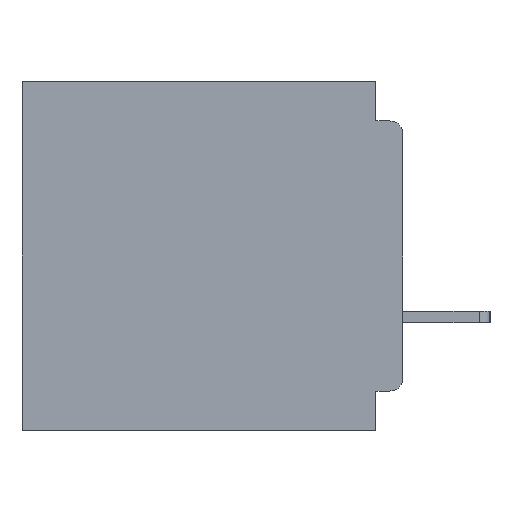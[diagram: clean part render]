
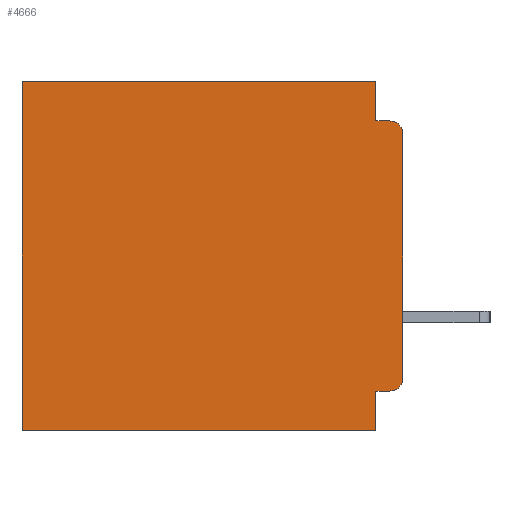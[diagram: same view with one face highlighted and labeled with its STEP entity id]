
A CAD part, left-side view. The second image highlights one B-rep face of the part: STEP entity #4666.
In plain terms, the highlighted planar face has unit normal (-1, 0, 0).
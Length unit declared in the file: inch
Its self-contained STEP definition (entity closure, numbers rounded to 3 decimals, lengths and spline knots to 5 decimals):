
#575 = VECTOR ( 'NONE', #67558, 39.37008 ) ;
#1250 = DIRECTION ( 'NONE',  ( 0., 0., -1. ) ) ;
#4666 = ADVANCED_FACE ( 'NONE', ( #7595 ), #13130, .F. ) ;
#4914 = CARTESIAN_POINT ( 'NONE',  ( 0.3, 0.015, -0.355 ) ) ;
#6046 = LINE ( 'NONE', #36600, #32346 ) ;
#6114 = EDGE_CURVE ( 'NONE', #20876, #23144, #39461, .T. ) ;
#6367 = CARTESIAN_POINT ( 'NONE',  ( 0.3, 0.437, -0.4 ) ) ;
#7495 = ORIENTED_EDGE ( 'NONE', *, *, #37561, .T. ) ;
#7595 = FACE_OUTER_BOUND ( 'NONE', #14770, .T. ) ;
#8961 = VERTEX_POINT ( 'NONE', #4914 ) ;
#10637 = VERTEX_POINT ( 'NONE', #56102 ) ;
#11608 = DIRECTION ( 'NONE',  ( 0., 0., -1. ) ) ;
#12475 = CARTESIAN_POINT ( 'NONE',  ( 0.3, 0.031, -0.045 ) ) ;
#12869 = CARTESIAN_POINT ( 'NONE',  ( 0.3, 0.031, -0.355 ) ) ;
#12919 = DIRECTION ( 'NONE',  ( 0., 0., -1. ) ) ;
#12981 = DIRECTION ( 'NONE',  ( 1., 0., 0. ) ) ;
#13130 = PLANE ( 'NONE',  #14321 ) ;
#13598 = CARTESIAN_POINT ( 'NONE',  ( 0.3, 0., -0.4 ) ) ;
#13676 = CARTESIAN_POINT ( 'NONE',  ( 0.3, 0.015, -0.045 ) ) ;
#14321 = AXIS2_PLACEMENT_3D ( 'NONE', #13598, #12981, #12919 ) ;
#14681 = LINE ( 'NONE', #36387, #575 ) ;
#14770 = EDGE_LOOP ( 'NONE', ( #40466, #18222, #19670, #46337, #45198, #7495, #44879, #65120, #36474, #38867 ) ) ;
#15007 = EDGE_CURVE ( 'NONE', #66423, #10637, #17197, .T. ) ;
#15430 = DIRECTION ( 'NONE',  ( 0., -1., 0. ) ) ;
#15509 = CARTESIAN_POINT ( 'NONE',  ( 0.3, 0., 0. ) ) ;
#17197 = LINE ( 'NONE', #66908, #45105 ) ;
#18222 = ORIENTED_EDGE ( 'NONE', *, *, #6114, .T. ) ;
#18299 = AXIS2_PLACEMENT_3D ( 'NONE', #62076, #30757, #67293 ) ;
#18344 = LINE ( 'NONE', #53317, #30672 ) ;
#19118 = LINE ( 'NONE', #46138, #31417 ) ;
#19670 = ORIENTED_EDGE ( 'NONE', *, *, #23854, .F. ) ;
#20876 = VERTEX_POINT ( 'NONE', #62071 ) ;
#21005 = VECTOR ( 'NONE', #60179, 39.37008 ) ;
#21669 = VERTEX_POINT ( 'NONE', #33215 ) ;
#23144 = VERTEX_POINT ( 'NONE', #13676 ) ;
#23854 = EDGE_CURVE ( 'NONE', #52015, #23144, #6046, .T. ) ;
#28222 = AXIS2_PLACEMENT_3D ( 'NONE', #64099, #32794, #1250 ) ;
#28557 = EDGE_CURVE ( 'NONE', #20876, #61919, #18344, .T. ) ;
#30672 = VECTOR ( 'NONE', #11608, 39.37008 ) ;
#30757 = DIRECTION ( 'NONE',  ( -1., 0., 0. ) ) ;
#31092 = DIRECTION ( 'NONE',  ( 0., 1., 0. ) ) ;
#31417 = VECTOR ( 'NONE', #51393, 39.37008 ) ;
#32346 = VECTOR ( 'NONE', #15430, 39.37008 ) ;
#32794 = DIRECTION ( 'NONE',  ( -1., 0., 0. ) ) ;
#33215 = CARTESIAN_POINT ( 'NONE',  ( 0.3, 0.031, 0. ) ) ;
#33731 = LINE ( 'NONE', #40292, #59856 ) ;
#36387 = CARTESIAN_POINT ( 'NONE',  ( 0.3, 0., -0.355 ) ) ;
#36474 = ORIENTED_EDGE ( 'NONE', *, *, #45715, .F. ) ;
#36600 = CARTESIAN_POINT ( 'NONE',  ( 0.3, 0., -0.045 ) ) ;
#37561 = EDGE_CURVE ( 'NONE', #53296, #49812, #33731, .T. ) ;
#38867 = ORIENTED_EDGE ( 'NONE', *, *, #63507, .T. ) ;
#39461 = CIRCLE ( 'NONE', #18299, 0.015 ) ;
#40292 = CARTESIAN_POINT ( 'NONE',  ( 0.3, 0.437, -0.4 ) ) ;
#40466 = ORIENTED_EDGE ( 'NONE', *, *, #28557, .F. ) ;
#44879 = ORIENTED_EDGE ( 'NONE', *, *, #56204, .F. ) ;
#45105 = VECTOR ( 'NONE', #51229, 39.37008 ) ;
#45198 = ORIENTED_EDGE ( 'NONE', *, *, #48481, .T. ) ;
#45516 = DIRECTION ( 'NONE',  ( 0., 0., -1. ) ) ;
#45715 = EDGE_CURVE ( 'NONE', #8961, #66423, #14681, .T. ) ;
#46138 = CARTESIAN_POINT ( 'NONE',  ( 0.3, 0., -0.4 ) ) ;
#46337 = ORIENTED_EDGE ( 'NONE', *, *, #49942, .F. ) ;
#48308 = LINE ( 'NONE', #15509, #58907 ) ;
#48481 = EDGE_CURVE ( 'NONE', #21669, #53296, #48308, .T. ) ;
#49812 = VERTEX_POINT ( 'NONE', #6367 ) ;
#49942 = EDGE_CURVE ( 'NONE', #21669, #52015, #62781, .T. ) ;
#51229 = DIRECTION ( 'NONE',  ( 0., 0., -1. ) ) ;
#51393 = DIRECTION ( 'NONE',  ( 0., 1., 0. ) ) ;
#52015 = VERTEX_POINT ( 'NONE', #12475 ) ;
#53296 = VERTEX_POINT ( 'NONE', #65484 ) ;
#53317 = CARTESIAN_POINT ( 'NONE',  ( 0.3, 0., -0.4 ) ) ;
#54959 = CARTESIAN_POINT ( 'NONE',  ( 0.3, 0.031, 0. ) ) ;
#56102 = CARTESIAN_POINT ( 'NONE',  ( 0.3, 0.031, -0.4 ) ) ;
#56204 = EDGE_CURVE ( 'NONE', #10637, #49812, #19118, .T. ) ;
#58850 = CIRCLE ( 'NONE', #28222, 0.015 ) ;
#58907 = VECTOR ( 'NONE', #31092, 39.37008 ) ;
#59856 = VECTOR ( 'NONE', #45516, 39.37008 ) ;
#60179 = DIRECTION ( 'NONE',  ( 0., 0., -1. ) ) ;
#60617 = CARTESIAN_POINT ( 'NONE',  ( 0.3, 0., -0.34 ) ) ;
#61919 = VERTEX_POINT ( 'NONE', #60617 ) ;
#62071 = CARTESIAN_POINT ( 'NONE',  ( 0.3, 0., -0.06 ) ) ;
#62076 = CARTESIAN_POINT ( 'NONE',  ( 0.3, 0.015, -0.06 ) ) ;
#62781 = LINE ( 'NONE', #54959, #21005 ) ;
#63507 = EDGE_CURVE ( 'NONE', #8961, #61919, #58850, .T. ) ;
#64099 = CARTESIAN_POINT ( 'NONE',  ( 0.3, 0.015, -0.34 ) ) ;
#65120 = ORIENTED_EDGE ( 'NONE', *, *, #15007, .F. ) ;
#65484 = CARTESIAN_POINT ( 'NONE',  ( 0.3, 0.437, 0. ) ) ;
#66423 = VERTEX_POINT ( 'NONE', #12869 ) ;
#66908 = CARTESIAN_POINT ( 'NONE',  ( 0.3, 0.031, -0.4 ) ) ;
#67293 = DIRECTION ( 'NONE',  ( 0., 0., -1. ) ) ;
#67558 = DIRECTION ( 'NONE',  ( 0., 1., 0. ) ) ;
